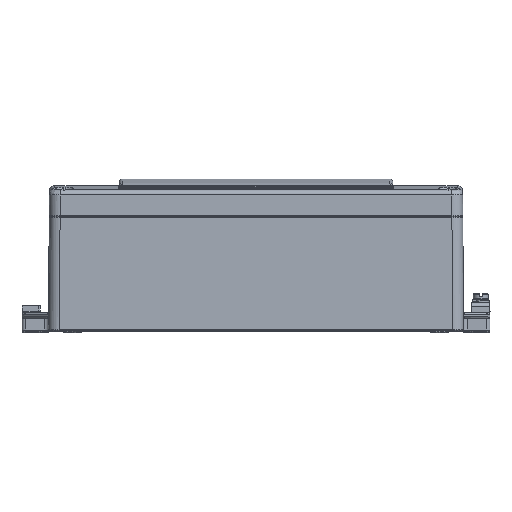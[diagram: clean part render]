
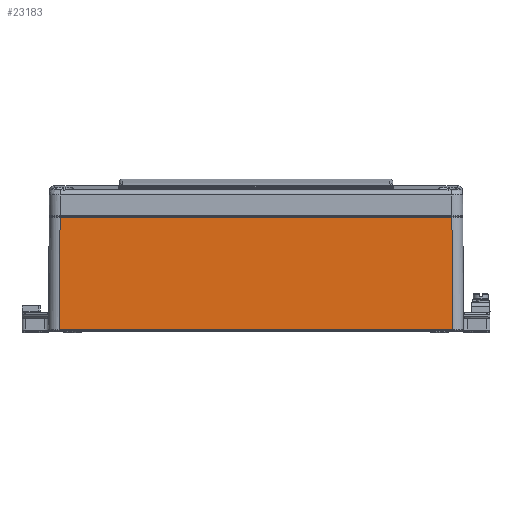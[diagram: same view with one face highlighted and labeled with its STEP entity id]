
A CAD part, top view. The second image highlights one B-rep face of the part: STEP entity #23183.
In plain terms, the highlighted planar face has unit normal (0, 0.007, 1).
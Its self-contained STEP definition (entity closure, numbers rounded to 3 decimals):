
#1604=DIRECTION('',(-1.,0.,0.));
#1605=VECTOR('',#1604,216.873);
#1606=CARTESIAN_POINT('',(108.436,0.503,57.436));
#1607=LINE('',#1606,#1605);
#1643=CARTESIAN_POINT('',(-108.436,0.503,
57.436));
#2866=CARTESIAN_POINT('',(-108.004,62.503,57.003));
#2877=DIRECTION('',(1.,0.,0.));
#2878=VECTOR('',#2877,216.007);
#2879=CARTESIAN_POINT('',(-108.004,62.503,57.003));
#2880=LINE('',#2879,#2878);
#2964=DIRECTION('',(0.007,-1.,0.007));
#2965=VECTOR('',#2964,62.003);
#2966=CARTESIAN_POINT('',(108.004,62.503,57.003));
#2967=LINE('',#2966,#2965);
#2976=DIRECTION('',(-0.007,-1.,0.007));
#2977=VECTOR('',#2976,62.003);
#2978=CARTESIAN_POINT('',(-108.004,62.503,57.003));
#2979=LINE('',#2978,#2977);
#16215=VERTEX_POINT('',#2866);
#16218=CARTESIAN_POINT('',(108.004,62.503,57.003));
#16219=VERTEX_POINT('',#16218);
#16765=VERTEX_POINT('',#1643);
#16768=CARTESIAN_POINT('',(108.436,0.503,
57.436));
#16769=VERTEX_POINT('',#16768);
#23171=CARTESIAN_POINT('',(-118.468,63.,57.));
#23172=DIRECTION('',(0.,0.007,1.));
#23173=DIRECTION('',(1.,0.,0.));
#23174=AXIS2_PLACEMENT_3D('',#23171,#23172,#23173);
#23175=PLANE('',#23174);
#23176=ORIENTED_EDGE('',*,*,#21598,.T.);
#23178=ORIENTED_EDGE('',*,*,#23177,.F.);
#23179=ORIENTED_EDGE('',*,*,#23062,.T.);
#23180=ORIENTED_EDGE('',*,*,#23157,.T.);
#23181=EDGE_LOOP('',(#23176,#23178,#23179,#23180));
#23182=FACE_OUTER_BOUND('',#23181,.F.);
#23183=ADVANCED_FACE('',(#23182),#23175,.T.);
#21598=EDGE_CURVE('',#16769,#16765,#1607,.T.);
#23062=EDGE_CURVE('',#16215,#16219,#2880,.T.);
#23157=EDGE_CURVE('',#16219,#16769,#2967,.T.);
#23177=EDGE_CURVE('',#16215,#16765,#2979,.T.);
